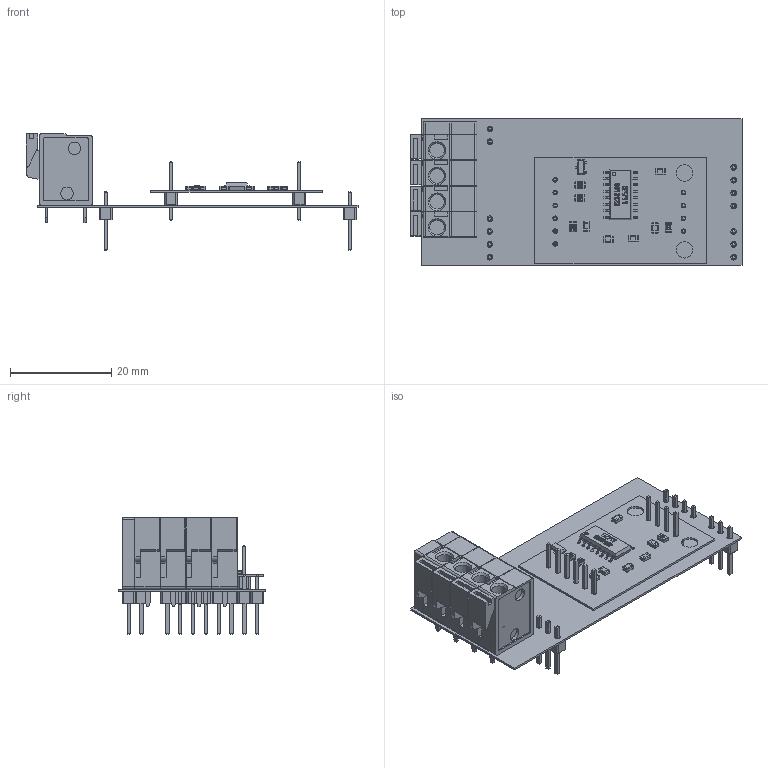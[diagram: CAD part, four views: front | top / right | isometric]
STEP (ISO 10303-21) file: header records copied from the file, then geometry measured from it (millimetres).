
FILE_DESCRIPTION(('Open CASCADE Model'),'2;1');
FILE_NAME('Open CASCADE Shape Model','2021-11-13T13:39:15',('Author'),( 'Open CASCADE'),'Open CASCADE STEP processor 6.8','Open CASCADE 6.8' ,'Unknown');
FILE_SCHEMA(('AUTOMOTIVE_DESIGN { 1 0 10303 214 1 1 1 1 }'));
Length unit declared in the file: millimetre
Products named in the file (41): PCB; BoardA; Open CASCADE STEP translator 6.8 1.1.1; X7A; DG142V-4-5.08; X6A; PLS-3; PLS-1; ïðÿìîé_øòûðü; îñíîâàíèå; X5A; PLS-4; X4A; X3A; PLS-2; X2A; X1A; PLS-6; U1A; HX711; HX711.STEP; HX711_SOP16_Valor_predeterminado.STEP; base_HX711_Valor_predeterminado.STEP; pino_HX711_Valor_predeterminado.STEP; SOT23_Valor_predeterminado.STEP; TRANSISTOR_SOT23_Valor_predeterminado.STEP; PINO_SOT23_Valor_predeterminado.STEP; placa_Valor_predeterminado.STEP; RESISTOR_SMD_122_Valor_predeterminado.STEP; RESISTOR_SMD_822_Valor_predeterminado.STEP; RESISTOR_SMD_203_Valor_predeterminado.STEP; CAPACITOR_805_Valor_predeterminado.STEP
Assembly tree (77 placements, depth 6):
  PCB
    BoardA
      Open CASCADE STEP translator 6.8 1.1.1
    X7A
      DG142V-4-5.08
    X6A
      PLS-3
        PLS-1  x3
          ïðÿìîé_øòûðü
          îñíîâàíèå
    X5A
      PLS-4
        PLS-1  x5
          ïðÿìîé_øòûðü
          îñíîâàíèå
    X4A
      PLS-4
        PLS-1  x5
          ïðÿìîé_øòûðü
          îñíîâàíèå
    X3A
      PLS-2
        PLS-1  x2
          îñíîâàíèå
          ïðÿìîé_øòûðü
    X2A
      PLS-4
        PLS-1  x5
          ïðÿìîé_øòûðü
          îñíîâàíèå
    X1A
      PLS-6
        PLS-1  x7
          ïðÿìîé_øòûðü
          îñíîâàíèå
    U1A
      HX711
        HX711.STEP
          HX711_SOP16_Valor_predeterminado.STEP
            base_HX711_Valor_predeterminado.STEP
            pino_HX711_Valor_predeterminado.STEP  x16
          SOT23_Valor_predeterminado.STEP
            TRANSISTOR_SOT23_Valor_predeterminado.STEP
            PINO_SOT23_Valor_predeterminado.STEP  x3
          placa_Valor_predeterminado.STEP
          RESISTOR_SMD_122_Valor_predeterminado.STEP  x2
          RESISTOR_SMD_822_Valor_predeterminado.STEP
          RESISTOR_SMD_203_Valor_predeterminado.STEP
          CAPACITOR_805_Valor_predeterminado.STEP  x5
Bounding box: 65.7 x 29 x 23.05 mm (x, y, z)
Volume: 4745.1 mm3; surface area: 11009.2 mm2
Topology: 103 solids, 103 shells, 3476 faces, 8188 edges, 4847 vertices
Faces by surface type: plane 2052, cylinder 878, bspline 238, torus 152, sphere 148, cone 8
Full cylindrical faces by diameter (mm): 1.1 x23, 1.4 x8
Entity records: 53301 total; most frequent: CARTESIAN_POINT 17347, ORIENTED_EDGE 7120, DIRECTION 6219, EDGE_CURVE 3560, LINE 2361, VECTOR 2361, VERTEX_POINT 2243, AXIS2_PLACEMENT_3D 1929
